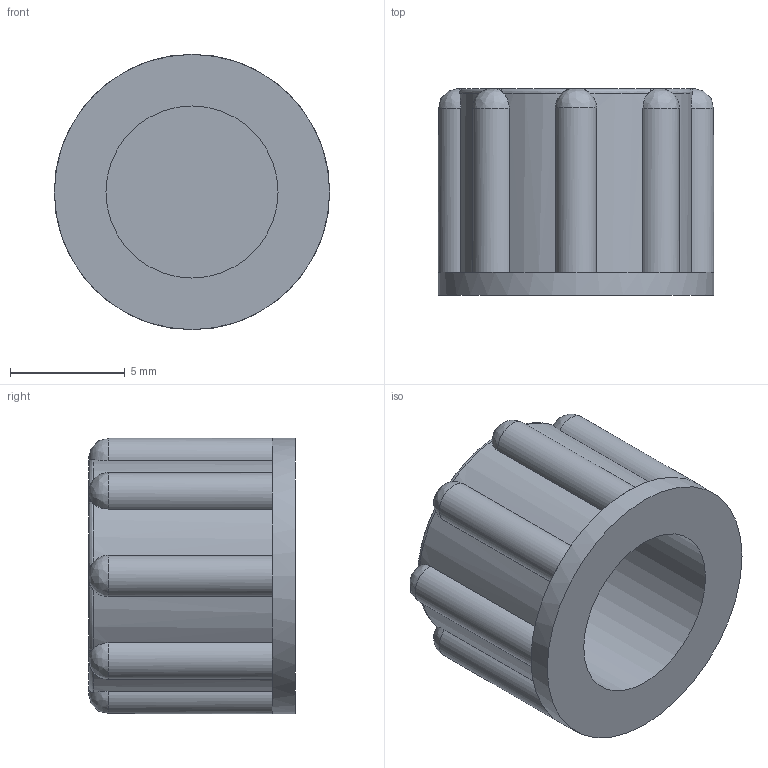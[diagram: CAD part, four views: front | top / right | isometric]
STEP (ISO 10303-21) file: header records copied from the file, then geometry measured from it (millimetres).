
FILE_DESCRIPTION(/* description */ (''),/* implementation_level */ '2;1');
FILE_NAME(/* name */ 'Schutzkappe_M8x1_S4479_stp.stp',/* time_stamp */ '2018-08-27T13:09:59+02:00',/* author */ (''),/* organization */ (''),/* preprocessor_version */ 'ST-DEVELOPER v16',/* originating_system */ 'SIEMENS PLM Software NX 10.0',/* authorisation */ '');
FILE_SCHEMA (('AUTOMOTIVE_DESIGN { 1 0 10303 214 3 1 1 1 }'));
Length unit declared in the file: millimetre
Products named in the file (1): Schutzkappe_M8x1_S4479_stp
Bounding box: 12 x 9 x 12 mm (x, y, z)
Volume: 494.7 mm3; surface area: 774.6 mm2
Topology: 1 solids, 1 shells, 61 faces, 149 edges, 91 vertices
Faces by surface type: bspline 32, cylinder 18, plane 11
Full cylindrical faces by diameter (mm): 7.5 x1, 12 x1
Entity records: 2628 total; most frequent: CARTESIAN_POINT 1356, ORIENTED_EDGE 294, DIRECTION 210, EDGE_CURVE 147, VERTEX_POINT 91, AXIS2_PLACEMENT_3D 89, EDGE_LOOP 64, ADVANCED_FACE 61
